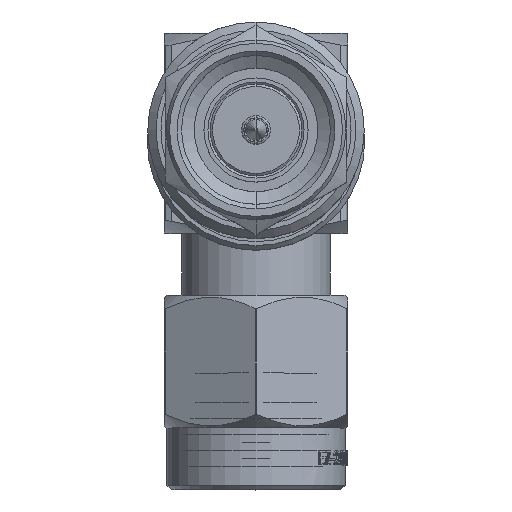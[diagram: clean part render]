
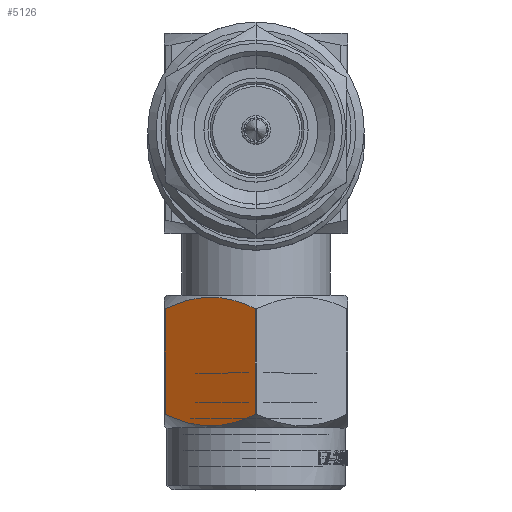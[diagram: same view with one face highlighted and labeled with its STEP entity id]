
A CAD part, top view. The second image highlights one B-rep face of the part: STEP entity #5126.
In plain terms, the highlighted face is planar.
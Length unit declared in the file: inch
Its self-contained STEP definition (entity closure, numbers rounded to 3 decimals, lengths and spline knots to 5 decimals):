
#15 = CARTESIAN_POINT ( 'NONE',  ( 0.31152, -0.09167, 0.15619 ) ) ;
#511 = CARTESIAN_POINT ( 'NONE',  ( 0.10965, -0.12067, 0.10596 ) ) ;
#819 = VECTOR ( 'NONE', #4111, 39.37008 ) ;
#854 = CARTESIAN_POINT ( 'NONE',  ( 0.12942, -0.1811, 0.00129 ) ) ;
#1393 = CARTESIAN_POINT ( 'NONE',  ( 0.11848, -0.16659, 0.02641 ) ) ;
#2377 = CARTESIAN_POINT ( 'NONE',  ( 0.32336, -0.10595, 0.13144 ) ) ;
#2570 = CARTESIAN_POINT ( 'NONE',  ( 0.01183, -0.1811, 0.00129 ) ) ;
#3769 = CARTESIAN_POINT ( 'NONE',  ( 0.11758, -0.10595, 0.13144 ) ) ;
#3815 = DIRECTION ( 'NONE',  ( 1., 0., 0. ) ) ;
#3963 = LINE ( 'NONE', #2570, #5785 ) ;
#4111 = DIRECTION ( 'NONE',  ( -1., 0., 0. ) ) ;
#4253 = ORIENTED_EDGE ( 'NONE', *, *, #8616, .F. ) ;
#4557 = AXIS2_PLACEMENT_3D ( 'NONE', #4950, #13152, #6173 ) ;
#4693 = CARTESIAN_POINT ( 'NONE',  ( 0.3313, -0.12067, 0.10596 ) ) ;
#4703 = ORIENTED_EDGE ( 'NONE', *, *, #11796, .T. ) ;
#4911 = VERTEX_POINT ( 'NONE', #11385 ) ;
#4950 = CARTESIAN_POINT ( 'NONE',  ( 0.08465, -0.09092, 0.15748 ) ) ;
#5126 = ADVANCED_FACE ( 'NONE', ( #5878 ), #11839, .T. ) ;
#5133 = CARTESIAN_POINT ( 'NONE',  ( 0.32246, -0.16659, 0.02641 ) ) ;
#5137 = ORIENTED_EDGE ( 'NONE', *, *, #13403, .T. ) ;
#5229 = ORIENTED_EDGE ( 'NONE', *, *, #7474, .T. ) ;
#5247 = LINE ( 'NONE', #9924, #819 ) ;
#5276 = CARTESIAN_POINT ( 'NONE',  ( 0.31152, -0.1811, 0.00129 ) ) ;
#5402 = VERTEX_POINT ( 'NONE', #12730 ) ;
#5785 = VECTOR ( 'NONE', #3815, 39.37008 ) ;
#5878 = FACE_OUTER_BOUND ( 'NONE', #10638, .T. ) ;
#6173 = DIRECTION ( 'NONE',  ( 0., -0.5, -0.866 ) ) ;
#7145 = CARTESIAN_POINT ( 'NONE',  ( 0.10958, -0.14404, 0.06548 ) ) ;
#7474 = EDGE_CURVE ( 'NONE', #9283, #4911, #5247, .T. ) ;
#7809 = B_SPLINE_CURVE_WITH_KNOTS ( 'NONE', 3,
 ( #11878, #3769, #511, #7145, #14256, #1393, #14618, #8434 ),
 .UNSPECIFIED., .F., .F.,
 ( 4, 2, 2, 4 ),
 ( 0., 0.00232, 0.00348, 0.00464 ),
 .UNSPECIFIED. ) ;
#8434 = CARTESIAN_POINT ( 'NONE',  ( 0.12942, -0.1811, 0.00129 ) ) ;
#8616 = EDGE_CURVE ( 'NONE', #9283, #5402, #14129, .T. ) ;
#9283 = VERTEX_POINT ( 'NONE', #13994 ) ;
#9350 = CARTESIAN_POINT ( 'NONE',  ( 0.33136, -0.14404, 0.06548 ) ) ;
#9924 = CARTESIAN_POINT ( 'NONE',  ( 0.01183, -0.09167, 0.15619 ) ) ;
#10638 = EDGE_LOOP ( 'NONE', ( #5229, #5137, #4703, #4253 ) ) ;
#11170 = VERTEX_POINT ( 'NONE', #854 ) ;
#11385 = CARTESIAN_POINT ( 'NONE',  ( 0.12942, -0.09167, 0.15619 ) ) ;
#11796 = EDGE_CURVE ( 'NONE', #11170, #5402, #3963, .T. ) ;
#11839 = PLANE ( 'NONE',  #4557 ) ;
#11878 = CARTESIAN_POINT ( 'NONE',  ( 0.12942, -0.09167, 0.15619 ) ) ;
#12090 = CARTESIAN_POINT ( 'NONE',  ( 0.31746, -0.17393, 0.0137 ) ) ;
#12730 = CARTESIAN_POINT ( 'NONE',  ( 0.31152, -0.1811, 0.00129 ) ) ;
#13152 = DIRECTION ( 'NONE',  ( 0., -0.866, 0.5 ) ) ;
#13403 = EDGE_CURVE ( 'NONE', #4911, #11170, #7809, .T. ) ;
#13994 = CARTESIAN_POINT ( 'NONE',  ( 0.31152, -0.09167, 0.15619 ) ) ;
#14025 = CARTESIAN_POINT ( 'NONE',  ( 0.32941, -0.15167, 0.05226 ) ) ;
#14129 = B_SPLINE_CURVE_WITH_KNOTS ( 'NONE', 3,
 ( #15, #2377, #4693, #9350, #14025, #5133, #12090, #5276 ),
 .UNSPECIFIED., .F., .F.,
 ( 4, 2, 2, 4 ),
 ( 0., 0.00232, 0.00348, 0.00464 ),
 .UNSPECIFIED. ) ;
#14256 = CARTESIAN_POINT ( 'NONE',  ( 0.11153, -0.15167, 0.05226 ) ) ;
#14618 = CARTESIAN_POINT ( 'NONE',  ( 0.12349, -0.17393, 0.0137 ) ) ;
